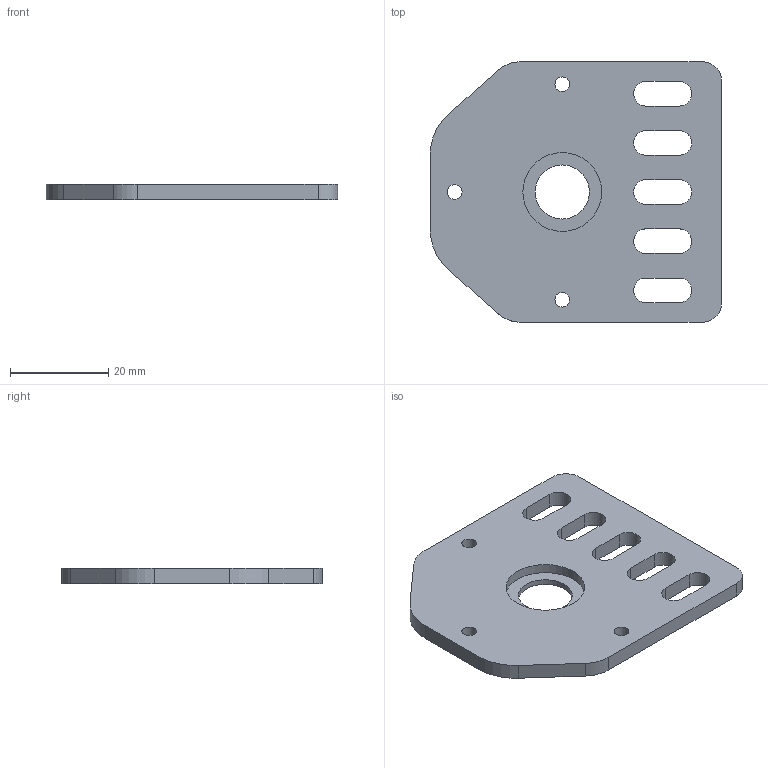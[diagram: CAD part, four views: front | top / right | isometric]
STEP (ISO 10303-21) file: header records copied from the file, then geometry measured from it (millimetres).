
FILE_DESCRIPTION((''),'2;1');
FILE_NAME('Threaded Rod Plate.ipt.step','2014-04-22T18:03:30',(''),(''),'Autodesk Inventor 2013','Autodesk Inventor 2013','');
FILE_SCHEMA(('AUTOMOTIVE_DESIGN { 1 0 10303 214 1 1 1 1 }'));
Length unit declared in the file: millimetre
Products named in the file (1): Threaded Rod Plate
Bounding box: 59.29 x 53 x 3.17 mm (x, y, z)
Volume: 7781.4 mm3; surface area: 6381.3 mm2
Topology: 1 solids, 1 shells, 40 faces, 114 edges, 77 vertices
Faces by surface type: cylinder 21, plane 19
Full cylindrical faces by diameter (mm): 3 x3, 11 x1, 16.05 x1
Entity records: 1334 total; most frequent: DIRECTION 230, CARTESIAN_POINT 221, ORIENTED_EDGE 212, EDGE_CURVE 106, AXIS2_PLACEMENT_3D 83, VERTEX_POINT 74, VECTOR 64, LINE 64
